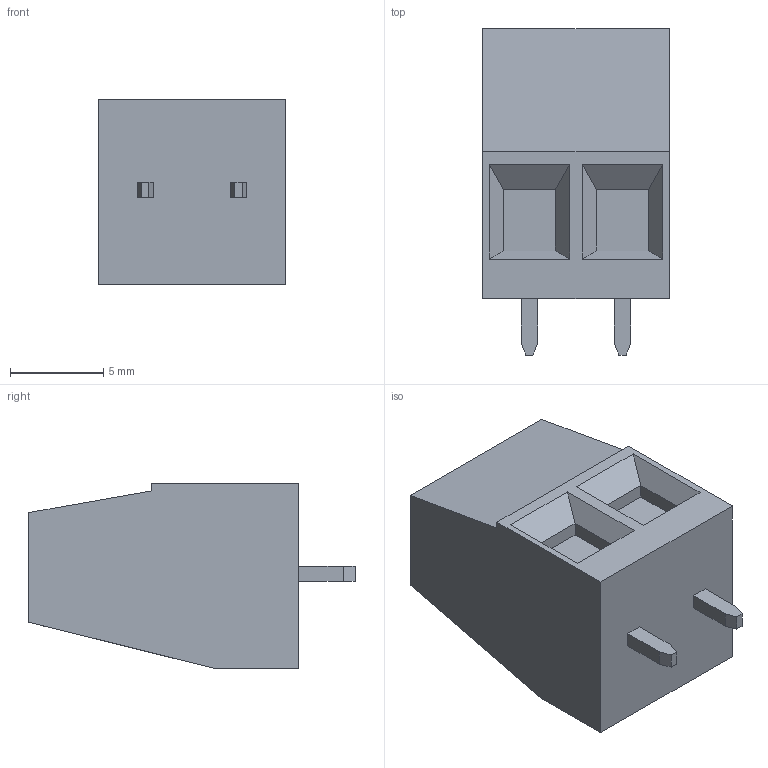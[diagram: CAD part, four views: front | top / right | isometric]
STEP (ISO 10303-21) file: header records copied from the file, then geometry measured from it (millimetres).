
FILE_DESCRIPTION (( 'STEP AP214' ), '1' );
FILE_NAME ('Term 2 pin 5mm.STEP', '2012-09-20T17:51:10', ( 'Boban' ), ( '' ), 'SwSTEP 2.0', 'SolidWorks 2012', '' );
FILE_SCHEMA (( 'AUTOMOTIVE_DESIGN' ));
Length unit declared in the file: millimetre
Products named in the file (1): Term 2 pin 5mm
Bounding box: 10.01 x 17.53 x 9.91 mm (x, y, z)
Volume: 1131 mm3; surface area: 992.4 mm2
Topology: 1 solids, 1 shells, 145 faces, 379 edges, 246 vertices
Faces by surface type: plane 95, bspline 26, cylinder 20, cone 4
Entity records: 5383 total; most frequent: CARTESIAN_POINT 1335, ORIENTED_EDGE 758, DIRECTION 705, EDGE_CURVE 379, VERTEX_POINT 246, VECTOR 241, LINE 241, AXIS2_PLACEMENT_3D 232
